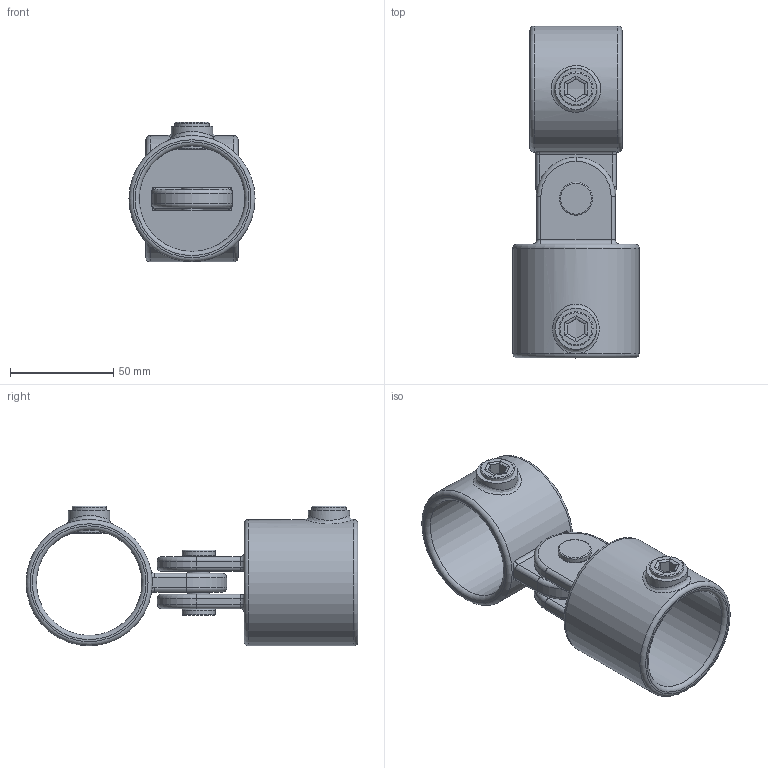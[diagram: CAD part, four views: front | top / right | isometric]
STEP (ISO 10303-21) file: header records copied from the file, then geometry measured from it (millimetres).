
FILE_DESCRIPTION (( 'STEP AP203' ), '1' );
FILE_NAME ('173-D48.STEP', '2024-01-30T09:22:24', ( '' ), ( '' ), 'SwSTEP 2.0', 'SolidWorks 2018', '' );
FILE_SCHEMA (( 'CONFIG_CONTROL_DESIGN' ));
Length unit declared in the file: millimetre
Products named in the file (5): 173-D48 Teil4_173-D48 Teil4; 173-D48 Teil1_173-D48 Teil1; 173-D48; 173-D48 Teil2_173-D48 Teil2; 173-D48 Teil3_173-D48 Teil3
Assembly tree (5 placements, depth 2):
  173-D48
    173-D48 Teil4_173-D48 Teil4
    173-D48 Teil2_173-D48 Teil2  x2
    173-D48 Teil1_173-D48 Teil1
    173-D48 Teil3_173-D48 Teil3
Bounding box: 61 x 160.5 x 67.5 mm (x, y, z)
Volume: 130233.4 mm3; surface area: 54737.4 mm2
Topology: 5 solids, 5 shells, 153 faces, 344 edges, 205 vertices
Faces by surface type: cylinder 67, torus 45, plane 39, bspline 2
Full cylindrical faces by diameter (mm): 10 x1, 10.4 x1, 10.5 x2, 15.25 x2, 16 x2, 16.5 x2, 20 x2, 51 x2, 61 x2
Entity records: 5159 total; most frequent: CARTESIAN_POINT 1871, DIRECTION 618, ORIENTED_EDGE 494, AXIS2_PLACEMENT_3D 265, EDGE_CURVE 247, EDGE_LOOP 187, FACE_OUTER_BOUND 166, VERTEX_POINT 166
